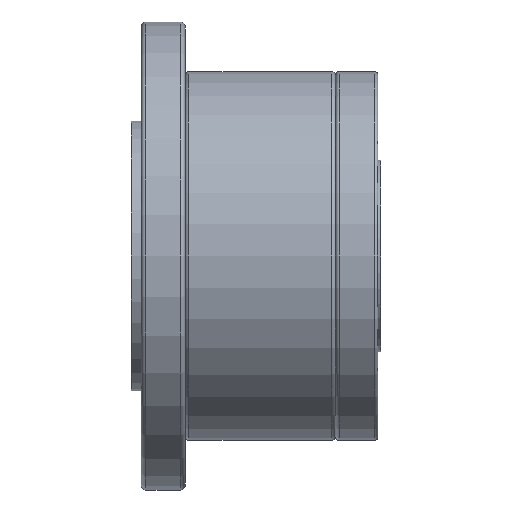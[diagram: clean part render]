
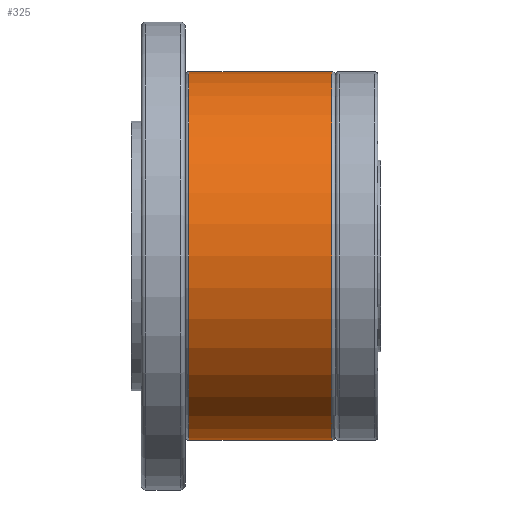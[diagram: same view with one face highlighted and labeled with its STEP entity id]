
A CAD part, front view. The second image highlights one B-rep face of the part: STEP entity #325.
In plain terms, the highlighted cylindrical face has radius 65 mm (diameter 130 mm), a partial arc.
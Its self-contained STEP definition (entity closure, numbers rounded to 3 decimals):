
#325=ADVANCED_FACE('',(#940),#941,.T.);
#940=FACE_OUTER_BOUND('',#1587,.T.);
#941=CYLINDRICAL_SURFACE('',#1588,65.0);
#1587=EDGE_LOOP('',(#3778,#3779,#3780,#3781,#3782,#3783));
#1588=AXIS2_PLACEMENT_3D('',#3784,#3785,#3786);
#3778=ORIENTED_EDGE('',*,*,#3903,.T.);
#3779=ORIENTED_EDGE('',*,*,#4578,.F.);
#3780=ORIENTED_EDGE('',*,*,#4577,.F.);
#3781=ORIENTED_EDGE('',*,*,#3905,.T.);
#3782=ORIENTED_EDGE('',*,*,#4576,.T.);
#3783=ORIENTED_EDGE('',*,*,#4575,.T.);
#3784=CARTESIAN_POINT('',(45.5,0.0,0.0));
#3785=DIRECTION('',(1.0,0.0,0.0));
#3786=DIRECTION('',(0.0,0.0,-1.0));
#3903=EDGE_CURVE('',#4615,#4616,#4617,.T.);
#3905=EDGE_CURVE('',#4620,#4618,#4621,.T.);
#4575=EDGE_CURVE('',#5739,#4615,#5740,.T.);
#4576=EDGE_CURVE('',#4618,#5739,#5741,.T.);
#4577=EDGE_CURVE('',#4620,#5742,#5743,.T.);
#4578=EDGE_CURVE('',#5742,#4616,#5744,.T.);
#4615=VERTEX_POINT('',#5789);
#4616=VERTEX_POINT('',#5790);
#4617=LINE('',#5791,#5792);
#4618=VERTEX_POINT('',#5793);
#4620=VERTEX_POINT('',#5795);
#4621=LINE('',#5796,#5797);
#5739=VERTEX_POINT('',#7328);
#5740=CIRCLE('',#7329,65.0);
#5741=CIRCLE('',#7330,65.0);
#5742=VERTEX_POINT('',#7331);
#5743=CIRCLE('',#7332,65.0);
#5744=CIRCLE('',#7333,65.0);
#5789=CARTESIAN_POINT('',(20.3,0.,-65.0));
#5790=CARTESIAN_POINT('',(70.7,0.,-65.0));
#5791=CARTESIAN_POINT('',(45.5,0.,-65.0));
#5792=VECTOR('',#7382,1.0);
#5793=CARTESIAN_POINT('',(20.3,0.,65.0));
#5795=CARTESIAN_POINT('',(70.7,0.,65.0));
#5796=CARTESIAN_POINT('',(45.5,0.,65.0));
#5797=VECTOR('',#7386,1.0);
#7328=CARTESIAN_POINT('',(20.3,-65.0,0.));
#7329=AXIS2_PLACEMENT_3D('',#8693,#8694,#8695);
#7330=AXIS2_PLACEMENT_3D('',#8696,#8697,#8698);
#7331=CARTESIAN_POINT('',(70.7,-65.0,0.0));
#7332=AXIS2_PLACEMENT_3D('',#8699,#8700,#8701);
#7333=AXIS2_PLACEMENT_3D('',#8702,#8703,#8704);
#7382=DIRECTION('',(1.0,0.0,0.0));
#7386=DIRECTION('',(-1.0,-0.0,-0.0));
#8693=CARTESIAN_POINT('',(20.3,0.,0.));
#8694=DIRECTION('',(1.0,0.0,0.0));
#8695=DIRECTION('',(0.0,0.0,-1.0));
#8696=CARTESIAN_POINT('',(20.3,0.,0.));
#8697=DIRECTION('',(1.0,0.0,0.0));
#8698=DIRECTION('',(0.0,0.0,-1.0));
#8699=CARTESIAN_POINT('',(70.7,0.,0.0));
#8700=DIRECTION('',(1.0,0.0,0.0));
#8701=DIRECTION('',(0.0,0.0,-1.0));
#8702=CARTESIAN_POINT('',(70.7,0.,0.0));
#8703=DIRECTION('',(1.0,0.0,0.0));
#8704=DIRECTION('',(0.0,0.0,-1.0));
